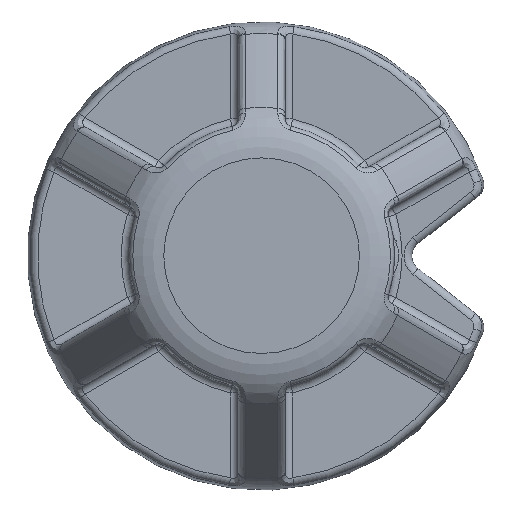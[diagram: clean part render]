
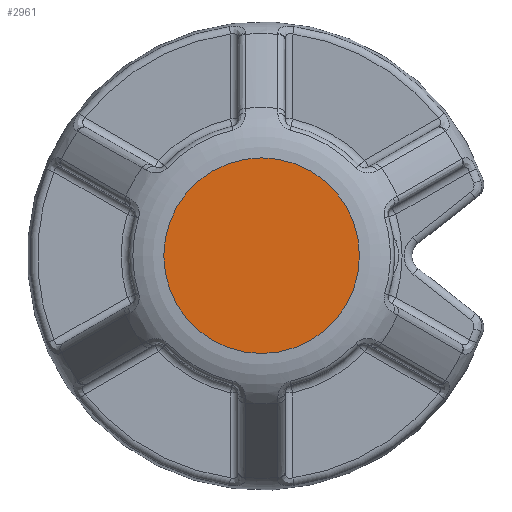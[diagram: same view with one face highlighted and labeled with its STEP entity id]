
A CAD part, top view. The second image highlights one B-rep face of the part: STEP entity #2961.
In plain terms, the highlighted planar face has unit normal (0, 0, 1).
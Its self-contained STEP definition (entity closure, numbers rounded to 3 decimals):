
#53=PLANE('',#3277);
#181=CIRCLE('',#3029,6.265);
#523=FACE_OUTER_BOUND('',#716,.T.);
#716=EDGE_LOOP('',(#2713));
#1159=VERTEX_POINT('',#5082);
#1457=EDGE_CURVE('',#1159,#1159,#181,.T.);
#2713=ORIENTED_EDGE('',*,*,#1457,.F.);
#2961=ADVANCED_FACE('',(#523),#53,.T.);
#3029=AXIS2_PLACEMENT_3D('',#5084,#3407,#3408);
#3277=AXIS2_PLACEMENT_3D('',#8411,#3965,#3966);
#3407=DIRECTION('center_axis',(0.,0.,-1.));
#3408=DIRECTION('ref_axis',(-1.,0.,0.));
#3965=DIRECTION('center_axis',(0.,0.,1.));
#3966=DIRECTION('ref_axis',(1.,0.,0.));
#5082=CARTESIAN_POINT('',(-24.249,-36.37,14.511));
#5084=CARTESIAN_POINT('Origin',(-30.514,-36.37,14.511));
#8411=CARTESIAN_POINT('Origin',(-30.514,-36.37,14.511));
